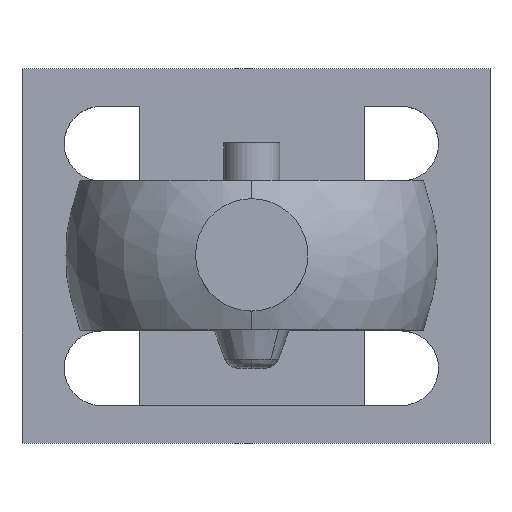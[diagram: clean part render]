
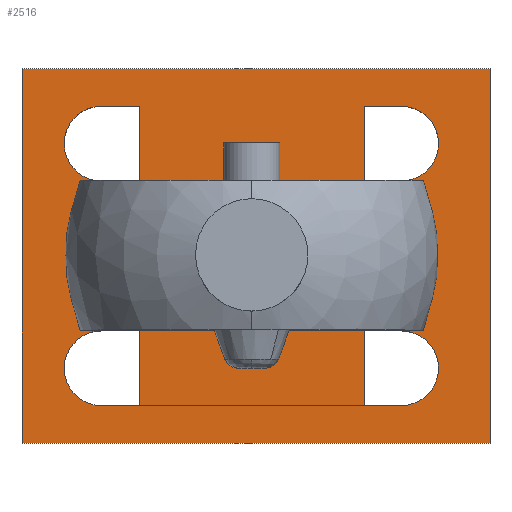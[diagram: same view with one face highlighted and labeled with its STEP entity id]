
A CAD part, top view. The second image highlights one B-rep face of the part: STEP entity #2516.
In plain terms, the highlighted planar face has unit normal (0, 0, 1).
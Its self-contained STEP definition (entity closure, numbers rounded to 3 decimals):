
#1222=CARTESIAN_POINT('POINT89',(17.964,11.559,
   7.5));
#1223=VERTEX_POINT('VERTEX89',#1222);
#1230=CARTESIAN_POINT('POINT90',(19.943,11.559,
   7.5));
#1231=VERTEX_POINT('VERTEX90',#1230);
#1232=CARTESIAN_POINT('POS113',(8.068,
   11.559,7.5));
#1233=DIRECTION('DIR179',(1.,0.,0.));
#1234=VECTOR('VEC47',#1233,1.);
#1235=LINE('STRAIGHT47',#1232,#1234);
#1236=EDGE_CURVE('EDGE120',#1231,#1223,#1235,.F.);
#1262=CARTESIAN_POINT('POINT91',(19.943,
   15.559,7.5));
#1263=VERTEX_POINT('VERTEX91',#1262);
#1264=CARTESIAN_POINT('POS117',(19.943,13.559,7.5));
#1265=DIRECTION('DIR184',(0.,0.,1.));
#1266=DIRECTION('DIR185',(0.,1.,0.));
#1267=AXIS2_PLACEMENT_3D('AXIS68',#1264,#1265,#1266);
#1268=CIRCLE('ELLIPSE44',#1267,2.);
#1269=EDGE_CURVE('EDGE123',#1263,#1231,#1268,.F.);
#1287=CARTESIAN_POINT('POINT92',(17.964,15.559,
   7.5));
#1288=VERTEX_POINT('VERTEX92',#1287);
#1295=CARTESIAN_POINT('POS121',(17.964,9.57,7.5));
#1296=DIRECTION('DIR190',(0.,-1.,0.));
#1297=VECTOR('VEC52',#1296,1.);
#1298=LINE('STRAIGHT52',#1295,#1297);
#1299=EDGE_CURVE('EDGE126',#1288,#1223,#1298,.T.);
#1309=CARTESIAN_POINT('POINT93',(-0.307,-2.441,
   7.5));
#1310=VERTEX_POINT('VERTEX93',#1309);
#1318=CARTESIAN_POINT('POINT94',(24.693,-2.441,7.5));
#1319=VERTEX_POINT('VERTEX94',#1318);
#1326=CARTESIAN_POINT('POS125',(12.193,-2.441,7.5));
#1327=DIRECTION('DIR195',(1.,0.,0.));
#1328=VECTOR('VEC55',#1327,1.);
#1329=LINE('STRAIGHT55',#1326,#1328);
#1330=EDGE_CURVE('EDGE129',#1310,#1319,#1329,.T.);
#1340=CARTESIAN_POINT('POINT95',(-0.307,17.559,
   7.5));
#1341=VERTEX_POINT('VERTEX95',#1340);
#1350=CARTESIAN_POINT('POS128',(-0.307,7.559,
   7.5));
#1351=DIRECTION('DIR199',(0.,-1.,0.));
#1352=VECTOR('VEC57',#1351,1.);
#1353=LINE('STRAIGHT57',#1350,#1352);
#1354=EDGE_CURVE('EDGE131',#1341,#1310,#1353,.T.);
#1364=CARTESIAN_POINT('POINT96',(24.693,17.559,7.5));
#1365=VERTEX_POINT('VERTEX96',#1364);
#1374=CARTESIAN_POINT('POS131',(12.193,17.559,7.5));
#1375=DIRECTION('DIR203',(-1.,0.,0.));
#1376=VECTOR('VEC59',#1375,1.);
#1377=LINE('STRAIGHT59',#1374,#1376);
#1378=EDGE_CURVE('EDGE133',#1365,#1341,#1377,.T.);
#1391=CARTESIAN_POINT('POS133',(24.693,7.559,7.5));
#1392=DIRECTION('DIR206',(0.,1.,0.));
#1393=VECTOR('VEC60',#1392,1.);
#1394=LINE('STRAIGHT60',#1391,#1393);
#1395=EDGE_CURVE('EDGE134',#1319,#1365,#1394,.T.);
#1405=CARTESIAN_POINT('POINT97',(17.964,3.559,
   7.5));
#1406=VERTEX_POINT('VERTEX97',#1405);
#1413=CARTESIAN_POINT('POINT98',(17.964,-0.42,7.5));
#1414=VERTEX_POINT('VERTEX98',#1413);
#1415=CARTESIAN_POINT('POS136',(17.964,9.57,7.5));
#1416=DIRECTION('DIR210',(0.,-1.,0.));
#1417=VECTOR('VEC62',#1416,1.);
#1418=LINE('STRAIGHT62',#1415,#1417);
#1419=EDGE_CURVE('EDGE136',#1406,#1414,#1418,.T.);
#1431=CARTESIAN_POINT('POINT99',(5.964,-0.42,
   7.5));
#1432=VERTEX_POINT('VERTEX99',#1431);
#1433=CARTESIAN_POINT('POS138',(15.079,-0.42,7.5));
#1434=DIRECTION('DIR212',(-1.,0.,0.));
#1435=VECTOR('VEC64',#1434,1.);
#1436=LINE('STRAIGHT64',#1433,#1435);
#1437=EDGE_CURVE('EDGE138',#1414,#1432,#1436,.T.);
#1455=CARTESIAN_POINT('POINT100',(5.964,15.559,
   7.5));
#1456=VERTEX_POINT('VERTEX100',#1455);
#1467=CARTESIAN_POINT('POS142',(5.964,3.57,7.5));
#1468=DIRECTION('DIR217',(0.,1.,0.));
#1469=VECTOR('VEC67',#1468,1.);
#1470=LINE('STRAIGHT67',#1467,#1469);
#1471=EDGE_CURVE('EDGE141',#1432,#1456,#1470,.T.);
#1482=CARTESIAN_POINT('POINT101',(3.943,
   15.559,7.5));
#1483=VERTEX_POINT('VERTEX101',#1482);
#1484=CARTESIAN_POINT('POS144',(16.068,
   15.559,7.5));
#1485=DIRECTION('DIR220',(-1.,0.,0.));
#1486=VECTOR('VEC68',#1485,1.);
#1487=LINE('STRAIGHT68',#1484,#1486);
#1488=EDGE_CURVE('EDGE142',#1483,#1456,#1487,.F.);
#1498=CARTESIAN_POINT('POS146',(16.068,
   15.559,7.5));
#1499=DIRECTION('DIR222',(-1.,0.,0.));
#1500=VECTOR('VEC70',#1499,1.);
#1501=LINE('STRAIGHT70',#1498,#1500);
#1502=EDGE_CURVE('EDGE144',#1288,#1263,#1501,.F.);
#1516=CARTESIAN_POINT('POINT102',(3.943,11.559,
   7.5));
#1517=VERTEX_POINT('VERTEX102',#1516);
#1518=CARTESIAN_POINT('POS148',(3.943,13.559,7.5));
#1519=DIRECTION('DIR225',(0.,0.,1.));
#1520=DIRECTION('DIR226',(0.,-1.,0.));
#1521=AXIS2_PLACEMENT_3D('AXIS78',#1518,#1519,#1520);
#1522=CIRCLE('ELLIPSE45',#1521,2.);
#1523=EDGE_CURVE('EDGE145',#1517,#1483,#1522,.F.);
#1541=CARTESIAN_POINT('POINT103',(5.943,11.559,
   7.5));
#1542=VERTEX_POINT('VERTEX103',#1541);
#1543=CARTESIAN_POINT('POS151',(8.068,
   11.559,7.5));
#1544=DIRECTION('DIR230',(1.,0.,0.));
#1545=VECTOR('VEC72',#1544,1.);
#1546=LINE('STRAIGHT72',#1543,#1545);
#1547=EDGE_CURVE('EDGE147',#1542,#1517,#1546,.F.);
#1561=CARTESIAN_POINT('POINT104',(5.943,3.559,
   7.5));
#1562=VERTEX_POINT('VERTEX104',#1561);
#1563=CARTESIAN_POINT('POS153',(5.943,9.559,7.5));
#1564=DIRECTION('DIR232',(0.,-1.,0.));
#1565=VECTOR('VEC74',#1564,1.);
#1566=LINE('STRAIGHT74',#1563,#1565);
#1567=EDGE_CURVE('EDGE149',#1562,#1542,#1566,.F.);
#1586=CARTESIAN_POINT('POINT105',(3.943,
   3.559,7.5));
#1587=VERTEX_POINT('VERTEX105',#1586);
#1588=CARTESIAN_POINT('POS156',(16.068,
   3.559,7.5));
#1589=DIRECTION('DIR236',(-1.,0.,0.));
#1590=VECTOR('VEC76',#1589,1.);
#1591=LINE('STRAIGHT76',#1588,#1590);
#1592=EDGE_CURVE('EDGE151',#1587,#1562,#1591,.F.);
#1617=CARTESIAN_POINT('POINT106',(3.943,-0.441,
   7.5));
#1618=VERTEX_POINT('VERTEX106',#1617);
#1619=CARTESIAN_POINT('POS160',(3.943,1.559,7.5));
#1620=DIRECTION('DIR241',(0.,0.,1.));
#1621=DIRECTION('DIR242',(0.,-1.,0.));
#1622=AXIS2_PLACEMENT_3D('AXIS82',#1619,#1620,#1621);
#1623=CIRCLE('ELLIPSE46',#1622,2.);
#1624=EDGE_CURVE('EDGE154',#1618,#1587,#1623,.F.);
#1642=CARTESIAN_POINT('POINT107',(19.943,-0.441,
   7.5));
#1643=VERTEX_POINT('VERTEX107',#1642);
#1644=CARTESIAN_POINT('POS163',(8.068,
   -0.441,7.5));
#1645=DIRECTION('DIR246',(1.,0.,0.));
#1646=VECTOR('VEC80',#1645,1.);
#1647=LINE('STRAIGHT80',#1644,#1646);
#1648=EDGE_CURVE('EDGE156',#1643,#1618,#1647,.F.);
#1666=CARTESIAN_POINT('POINT108',(19.943,3.559,
   7.5));
#1667=VERTEX_POINT('VERTEX108',#1666);
#1668=CARTESIAN_POINT('POS166',(19.943,1.559,7.5));
#1669=DIRECTION('DIR250',(0.,0.,1.));
#1670=DIRECTION('DIR251',(0.,1.,0.));
#1671=AXIS2_PLACEMENT_3D('AXIS85',#1668,#1669,#1670);
#1672=CIRCLE('ELLIPSE47',#1671,2.);
#1673=EDGE_CURVE('EDGE158',#1667,#1643,#1672,.F.);
#1693=CARTESIAN_POINT('POS169',(16.068,
   3.559,7.5));
#1694=DIRECTION('DIR255',(-1.,0.,0.));
#1695=VECTOR('VEC83',#1694,1.);
#1696=LINE('STRAIGHT83',#1693,#1695);
#1697=EDGE_CURVE('EDGE160',#1406,#1667,#1696,.F.);
#2403=CARTESIAN_POINT('POINT151',(8.536,11.58,
   7.5));
#2404=VERTEX_POINT('VERTEX151',#2403);
#2412=CARTESIAN_POINT('POINT152',(8.536,3.58,
   7.5));
#2413=VERTEX_POINT('VERTEX152',#2412);
#2414=CARTESIAN_POINT('POS219',(11.964,7.58,7.5));
#2415=DIRECTION('DIR344',(0.,0.,1.));
#2416=DIRECTION('DIR345',(0.,1.,0.));
#2417=AXIS2_PLACEMENT_3D('AXIS126',#2414,#2415,#2416);
#2418=CIRCLE('ELLIPSE80',#2417,5.268);
#2419=EDGE_CURVE('EDGE224',#2413,#2404,#2418,.F.);
#2451=CARTESIAN_POINT('POINT154',(15.392,3.58,
   7.5));
#2452=VERTEX_POINT('VERTEX154',#2451);
#2455=CARTESIAN_POINT('POINT155',(15.392,11.58,
   7.5));
#2456=VERTEX_POINT('VERTEX155',#2455);
#2457=CARTESIAN_POINT('POS223',(11.964,7.58,7.5));
#2458=DIRECTION('DIR352',(0.,0.,1.));
#2459=DIRECTION('DIR353',(0.,1.,0.));
#2460=AXIS2_PLACEMENT_3D('AXIS130',#2457,#2458,#2459);
#2461=CIRCLE('ELLIPSE83',#2460,5.268);
#2462=EDGE_CURVE('EDGE228',#2456,#2452,#2461,.F.);
#2469=ORIENTED_EDGE('COEDGE398',*,*,#1697,.T.);
#2470=ORIENTED_EDGE('COEDGE399',*,*,#1673,.T.);
#2471=ORIENTED_EDGE('COEDGE400',*,*,#1648,.T.);
#2472=ORIENTED_EDGE('COEDGE401',*,*,#1624,.T.);
#2473=ORIENTED_EDGE('COEDGE402',*,*,#1592,.T.);
#2474=ORIENTED_EDGE('COEDGE403',*,*,#1567,.T.);
#2475=ORIENTED_EDGE('COEDGE404',*,*,#1547,.T.);
#2476=ORIENTED_EDGE('COEDGE405',*,*,#1523,.T.);
#2477=ORIENTED_EDGE('COEDGE406',*,*,#1488,.T.);
#2478=ORIENTED_EDGE('COEDGE407',*,*,#1471,.F.);
#2479=ORIENTED_EDGE('COEDGE408',*,*,#1437,.F.);
#2480=ORIENTED_EDGE('COEDGE409',*,*,#1419,.F.);
#2481=EDGE_LOOP('NONE',(#2469,#2470,#2471,#2472,#2473,#2474,#2475,#2476,
   #2477,#2478,#2479,#2480));
#2482=FACE_BOUND('LOOP1',#2481,.T.);
#2483=CARTESIAN_POINT('POS224',(6.079,11.58,7.5));
#2484=DIRECTION('DIR354',(1.,0.,0.));
#2485=VECTOR('VEC94',#2484,1.);
#2486=LINE('STRAIGHT94',#2483,#2485);
#2487=EDGE_CURVE('EDGE230',#2404,#2456,#2486,.T.);
#2488=ORIENTED_EDGE('COEDGE410',*,*,#2487,.T.);
#2489=ORIENTED_EDGE('COEDGE411',*,*,#2462,.T.);
#2490=CARTESIAN_POINT('POS225',(12.079,3.58,7.5));
#2491=DIRECTION('DIR355',(-1.,0.,0.));
#2492=VECTOR('VEC95',#2491,1.);
#2493=LINE('STRAIGHT95',#2490,#2492);
#2494=EDGE_CURVE('EDGE231',#2452,#2413,#2493,.T.);
#2495=ORIENTED_EDGE('COEDGE412',*,*,#2494,.T.);
#2496=ORIENTED_EDGE('COEDGE413',*,*,#2419,.T.);
#2497=EDGE_LOOP('NONE',(#2488,#2489,#2495,#2496));
#2498=FACE_BOUND('LOOP1',#2497,.T.);
#2499=ORIENTED_EDGE('COEDGE414',*,*,#1395,.T.);
#2500=ORIENTED_EDGE('COEDGE415',*,*,#1378,.T.);
#2501=ORIENTED_EDGE('COEDGE416',*,*,#1354,.T.);
#2502=ORIENTED_EDGE('COEDGE417',*,*,#1330,.T.);
#2503=EDGE_LOOP('NONE',(#2499,#2500,#2501,#2502));
#2504=FACE_BOUND('LOOP1',#2503,.T.);
#2505=ORIENTED_EDGE('COEDGE418',*,*,#1299,.F.);
#2506=ORIENTED_EDGE('COEDGE419',*,*,#1502,.T.);
#2507=ORIENTED_EDGE('COEDGE420',*,*,#1269,.T.);
#2508=ORIENTED_EDGE('COEDGE421',*,*,#1236,.T.);
#2509=EDGE_LOOP('NONE',(#2505,#2506,#2507,#2508));
#2510=FACE_BOUND('LOOP1',#2509,.T.);
#2511=CARTESIAN_POINT('POS226',(12.193,7.559,7.5));
#2512=DIRECTION('DIR356',(0.,0.,1.));
#2513=DIRECTION('DIR357',(1.,0.,0.));
#2514=AXIS2_PLACEMENT_3D('AXIS131',#2511,#2512,#2513);
#2515=PLANE('PLANE25',#2514);
#2516=ADVANCED_FACE('FACE83',(#2482,#2498,#2504,#2510),#2515,.T.);
